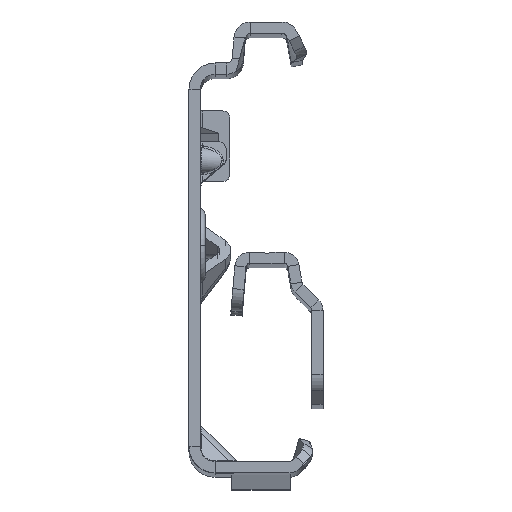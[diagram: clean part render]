
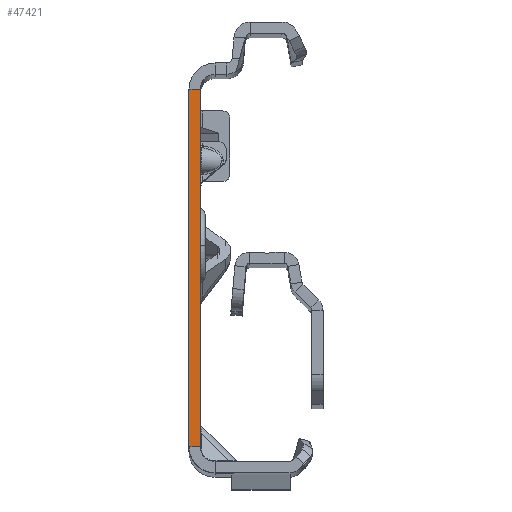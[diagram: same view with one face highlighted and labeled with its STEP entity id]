
A CAD part, top view. The second image highlights one B-rep face of the part: STEP entity #47421.
In plain terms, the highlighted planar face has unit normal (0, 0, 1).
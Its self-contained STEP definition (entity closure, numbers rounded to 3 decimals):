
#725 = CARTESIAN_POINT ( 'NONE',  ( 0., -25.865, 0. ) ) ;
#1554 = DIRECTION ( 'NONE',  ( -1., 0., 0. ) ) ;
#3522 = PLANE ( 'NONE',  #39490 ) ;
#3824 = DIRECTION ( 'NONE',  ( 0., -1., 0. ) ) ;
#4328 = CARTESIAN_POINT ( 'NONE',  ( -1.5, -27.865, 0. ) ) ;
#6825 = EDGE_CURVE ( 'NONE', #17237, #19360, #12940, .T. ) ;
#6891 = EDGE_CURVE ( 'NONE', #35776, #19360, #34575, .T. ) ;
#8601 = ORIENTED_EDGE ( 'NONE', *, *, #9379, .T. ) ;
#8908 = CARTESIAN_POINT ( 'NONE',  ( 0., 22.135, 0. ) ) ;
#9379 = EDGE_CURVE ( 'NONE', #45188, #17237, #46873, .T. ) ;
#10151 = CARTESIAN_POINT ( 'NONE',  ( 0., 22.135, 0. ) ) ;
#12940 = LINE ( 'NONE', #24388, #36549 ) ;
#14748 = CARTESIAN_POINT ( 'NONE',  ( -1.5, 22.135, 0. ) ) ;
#16395 = DIRECTION ( 'NONE',  ( -1., 0., 0. ) ) ;
#17213 = EDGE_LOOP ( 'NONE', ( #27741, #8601, #42176, #44627 ) ) ;
#17237 = VERTEX_POINT ( 'NONE', #14748 ) ;
#19360 = VERTEX_POINT ( 'NONE', #32263 ) ;
#24388 = CARTESIAN_POINT ( 'NONE',  ( -1.5, -27.865, 0. ) ) ;
#26224 = CARTESIAN_POINT ( 'NONE',  ( 0., -27.865, 0. ) ) ;
#26490 = LINE ( 'NONE', #26224, #40355 ) ;
#27741 = ORIENTED_EDGE ( 'NONE', *, *, #38448, .F. ) ;
#27992 = VECTOR ( 'NONE', #16395, 1000. ) ;
#32263 = CARTESIAN_POINT ( 'NONE',  ( -1.5, -25.865, 0. ) ) ;
#34575 = LINE ( 'NONE', #725, #38297 ) ;
#35776 = VERTEX_POINT ( 'NONE', #48172 ) ;
#36549 = VECTOR ( 'NONE', #3824, 1000. ) ;
#37355 = DIRECTION ( 'NONE',  ( 0., 0., 1. ) ) ;
#38297 = VECTOR ( 'NONE', #1554, 1000. ) ;
#38448 = EDGE_CURVE ( 'NONE', #45188, #35776, #26490, .T. ) ;
#39490 = AXIS2_PLACEMENT_3D ( 'NONE', #4328, #37355, #50326 ) ;
#40355 = VECTOR ( 'NONE', #47529, 1000. ) ;
#42176 = ORIENTED_EDGE ( 'NONE', *, *, #6825, .T. ) ;
#44627 = ORIENTED_EDGE ( 'NONE', *, *, #6891, .F. ) ;
#45188 = VERTEX_POINT ( 'NONE', #10151 ) ;
#46873 = LINE ( 'NONE', #8908, #27992 ) ;
#47421 = ADVANCED_FACE ( 'NONE', ( #54748 ), #3522, .T. ) ;
#47529 = DIRECTION ( 'NONE',  ( 0., -1., 0. ) ) ;
#48172 = CARTESIAN_POINT ( 'NONE',  ( 0., -25.865, 0. ) ) ;
#50326 = DIRECTION ( 'NONE',  ( 1., 0., 0. ) ) ;
#54748 = FACE_OUTER_BOUND ( 'NONE', #17213, .T. ) ;
